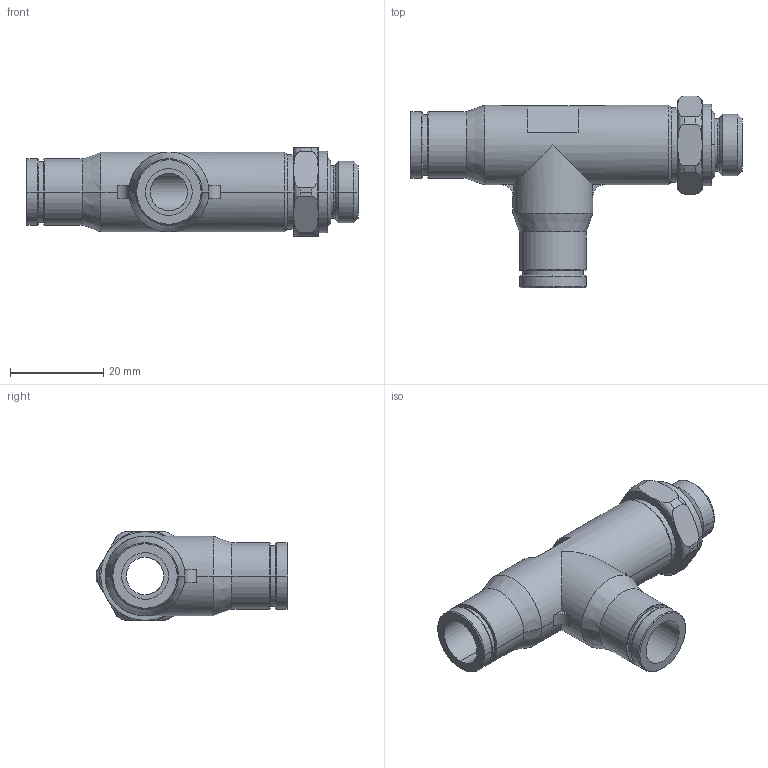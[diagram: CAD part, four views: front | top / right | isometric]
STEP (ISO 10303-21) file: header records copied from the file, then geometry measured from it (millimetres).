
FILE_DESCRIPTION(('STEP AP214'),'1');
FILE_NAME('3893_10_13.stp','2016-07-07T14:53:45',('TraceParts'),('TraceParts S.A.'),'Spatial InterOp 3D',' ',' ');
FILE_SCHEMA(('automotive_design'));
Length unit declared in the file: millimetre
Products named in the file (1): 1
Bounding box: 71.1 x 41.1 x 19 mm (x, y, z)
Volume: 13034.1 mm3; surface area: 8016.8 mm2
Topology: 1 solids, 1 shells, 139 faces, 344 edges, 214 vertices
Faces by surface type: cone 44, cylinder 43, plane 32, torus 20
Entity records: 4583 total; most frequent: CARTESIAN_POINT 1226, DIRECTION 758, ORIENTED_EDGE 688, EDGE_CURVE 344, AXIS2_PLACEMENT_3D 322, VERTEX_POINT 214, CIRCLE 174, EDGE_LOOP 150
